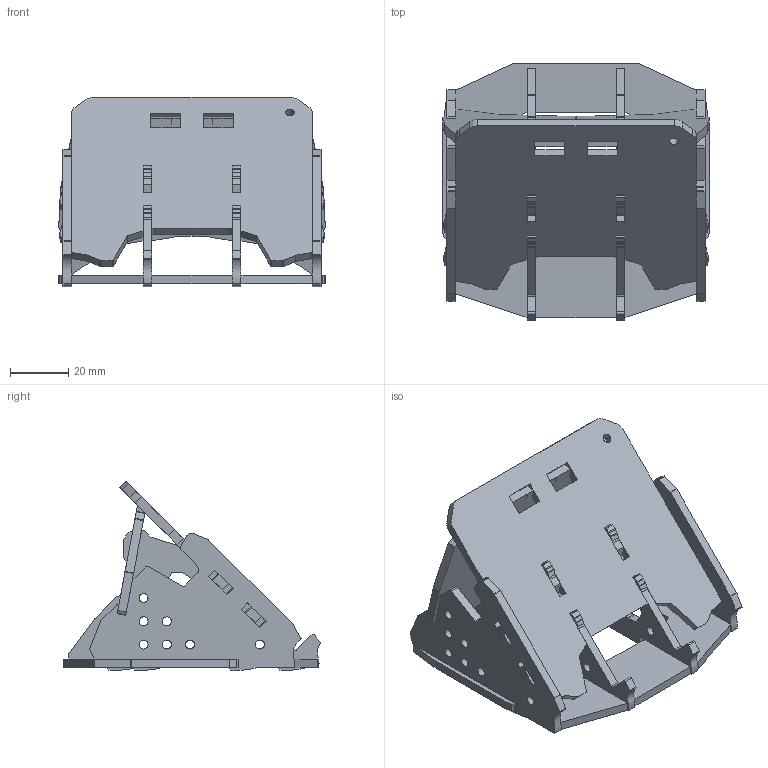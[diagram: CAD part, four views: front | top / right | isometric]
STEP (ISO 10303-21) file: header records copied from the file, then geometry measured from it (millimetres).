
FILE_DESCRIPTION(/* description */ (''),/* implementation_level */ '2;1');
FILE_NAME(/* name */ 'JumperlessAcrylicStand v31.step',/* time_stamp */ '2025-03-28T18:15:42-07:00',/* author */ (''),/* organization */ (''),/* preprocessor_version */ 'ST-DEVELOPER v20.1',/* originating_system */ 'Autodesk Translation Framework v14.4.0.0',/* authorisation */ '');
FILE_SCHEMA (('AUTOMOTIVE_DESIGN { 1 0 10303 214 3 1 1 }'));
Length unit declared in the file: millimetre
Products named in the file (1): JumperlessAcrylicStand
Bounding box: 91.86 x 88.55 x 65.26 mm (x, y, z)
Volume: 62084.5 mm3; surface area: 50859.2 mm2
Topology: 7 solids, 7 shells, 661 faces, 1938 edges, 1291 vertices
Faces by surface type: plane 450, cylinder 199, bspline 12
Full cylindrical faces by diameter (mm): 3 x1, 3.1 x28
Entity records: 22923 total; most frequent: CARTESIAN_POINT 4750, ORIENTED_EDGE 3876, DIRECTION 3603, EDGE_CURVE 1938, LINE 1507, VECTOR 1507, VERTEX_POINT 1291, AXIS2_PLACEMENT_3D 1048
